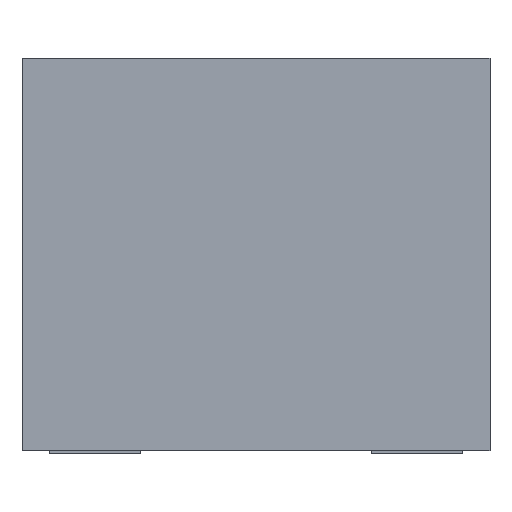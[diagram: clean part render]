
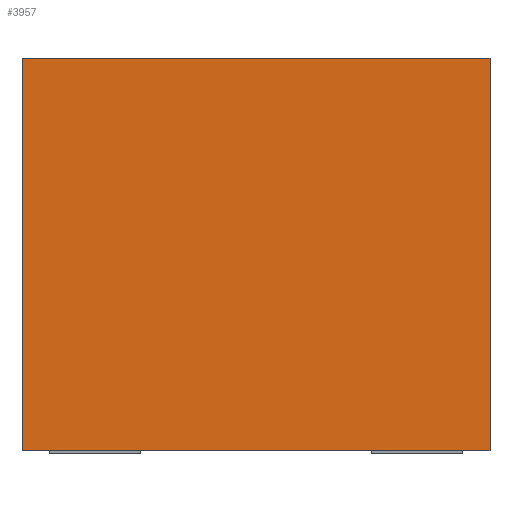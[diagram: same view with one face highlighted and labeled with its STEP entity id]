
A CAD part, top view. The second image highlights one B-rep face of the part: STEP entity #3957.
In plain terms, the highlighted planar face has unit normal (0, 0, 1).
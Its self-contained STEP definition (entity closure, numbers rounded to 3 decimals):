
#307 = LINE ( 'NONE', #2686, #1438 ) ;
#511 = AXIS2_PLACEMENT_3D ( 'NONE', #3650, #1121, #4063 ) ;
#833 = VERTEX_POINT ( 'NONE', #4925 ) ;
#1026 = DIRECTION ( 'NONE',  ( 0., 1., 0. ) ) ;
#1036 = VERTEX_POINT ( 'NONE', #5416 ) ;
#1100 = CARTESIAN_POINT ( 'NONE',  ( 0., 12.9, 8.2 ) ) ;
#1117 = LINE ( 'NONE', #3584, #5467 ) ;
#1121 = DIRECTION ( 'NONE',  ( 0., 0., -1. ) ) ;
#1296 = EDGE_CURVE ( 'NONE', #1036, #833, #307, .T. ) ;
#1311 = CARTESIAN_POINT ( 'NONE',  ( 7.7, 0., 8.2 ) ) ;
#1377 = LINE ( 'NONE', #3501, #4476 ) ;
#1438 = VECTOR ( 'NONE', #1026, 1000. ) ;
#1478 = CARTESIAN_POINT ( 'NONE',  ( 7.7, 12.9, 8.2 ) ) ;
#1491 = ORIENTED_EDGE ( 'NONE', *, *, #4119, .F. ) ;
#1530 = DIRECTION ( 'NONE',  ( 1., 0., 0. ) ) ;
#1674 = LINE ( 'NONE', #1100, #3916 ) ;
#1949 = PLANE ( 'NONE',  #511 ) ;
#2004 = EDGE_LOOP ( 'NONE', ( #4636, #2576, #5445, #1491 ) ) ;
#2576 = ORIENTED_EDGE ( 'NONE', *, *, #3950, .F. ) ;
#2686 = CARTESIAN_POINT ( 'NONE',  ( -7.7, 12.9, 8.2 ) ) ;
#3501 = CARTESIAN_POINT ( 'NONE',  ( -7.7, 0., 8.2 ) ) ;
#3584 = CARTESIAN_POINT ( 'NONE',  ( 7.7, 12.9, 8.2 ) ) ;
#3650 = CARTESIAN_POINT ( 'NONE',  ( -7.7, 12.9, 8.2 ) ) ;
#3916 = VECTOR ( 'NONE', #1530, 1000. ) ;
#3928 = DIRECTION ( 'NONE',  ( -1., 0., 0. ) ) ;
#3950 = EDGE_CURVE ( 'NONE', #833, #4265, #1674, .T. ) ;
#3957 = ADVANCED_FACE ( 'NONE', ( #5033 ), #1949, .F. ) ;
#4002 = DIRECTION ( 'NONE',  ( 0., -1., 0. ) ) ;
#4063 = DIRECTION ( 'NONE',  ( -1., 0., 0. ) ) ;
#4119 = EDGE_CURVE ( 'NONE', #4803, #1036, #1377, .T. ) ;
#4224 = EDGE_CURVE ( 'NONE', #4265, #4803, #1117, .T. ) ;
#4265 = VERTEX_POINT ( 'NONE', #1478 ) ;
#4476 = VECTOR ( 'NONE', #3928, 1000. ) ;
#4636 = ORIENTED_EDGE ( 'NONE', *, *, #4224, .F. ) ;
#4803 = VERTEX_POINT ( 'NONE', #1311 ) ;
#4925 = CARTESIAN_POINT ( 'NONE',  ( -7.7, 12.9, 8.2 ) ) ;
#5033 = FACE_OUTER_BOUND ( 'NONE', #2004, .T. ) ;
#5416 = CARTESIAN_POINT ( 'NONE',  ( -7.7, 0., 8.2 ) ) ;
#5445 = ORIENTED_EDGE ( 'NONE', *, *, #1296, .F. ) ;
#5467 = VECTOR ( 'NONE', #4002, 1000. ) ;
